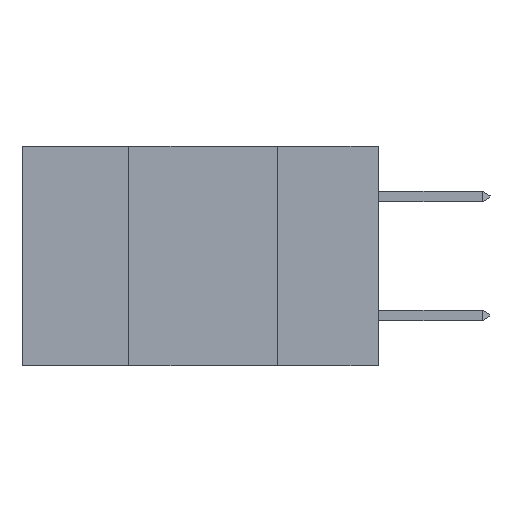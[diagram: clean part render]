
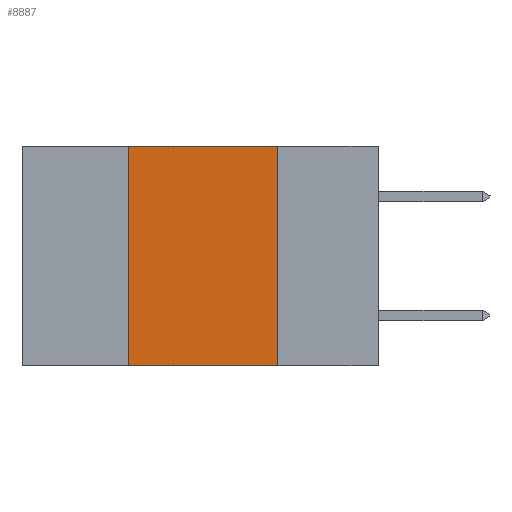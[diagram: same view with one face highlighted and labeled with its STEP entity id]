
A CAD part, left-side view. The second image highlights one B-rep face of the part: STEP entity #8887.
In plain terms, the highlighted planar face has unit normal (-1, 0, 0).
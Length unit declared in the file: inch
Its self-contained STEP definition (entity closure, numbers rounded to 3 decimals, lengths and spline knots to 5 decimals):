
#341 = VECTOR ( 'NONE', #3229, 39.37008 ) ;
#423 = LINE ( 'NONE', #16140, #6689 ) ;
#1034 = DIRECTION ( 'NONE',  ( 1., 0., 0. ) ) ;
#1132 = DIRECTION ( 'NONE',  ( 0., 0., -1. ) ) ;
#1481 = VERTEX_POINT ( 'NONE', #2984 ) ;
#1543 = ORIENTED_EDGE ( 'NONE', *, *, #1999, .F. ) ;
#1999 = EDGE_CURVE ( 'NONE', #1481, #5768, #9085, .T. ) ;
#2592 = VERTEX_POINT ( 'NONE', #10464 ) ;
#2984 = CARTESIAN_POINT ( 'NONE',  ( 0., 0.42, -0.37 ) ) ;
#3229 = DIRECTION ( 'NONE',  ( 0., 0., 1. ) ) ;
#3670 = CARTESIAN_POINT ( 'NONE',  ( 0., 0.6, 0. ) ) ;
#4225 = VECTOR ( 'NONE', #5933, 39.37008 ) ;
#5768 = VERTEX_POINT ( 'NONE', #7285 ) ;
#5933 = DIRECTION ( 'NONE',  ( 0., 0., -1. ) ) ;
#6056 = EDGE_CURVE ( 'NONE', #6202, #2592, #8771, .T. ) ;
#6202 = VERTEX_POINT ( 'NONE', #7818 ) ;
#6689 = VECTOR ( 'NONE', #14845, 39.37008 ) ;
#6991 = CARTESIAN_POINT ( 'NONE',  ( 0., 0.17, -0.37 ) ) ;
#7285 = CARTESIAN_POINT ( 'NONE',  ( 0., 0.42, 0. ) ) ;
#7766 = CARTESIAN_POINT ( 'NONE',  ( 0., 0.42, -0.37 ) ) ;
#7818 = CARTESIAN_POINT ( 'NONE',  ( 0., 0.17, 0. ) ) ;
#8771 = LINE ( 'NONE', #6991, #4225 ) ;
#8887 = ADVANCED_FACE ( 'NONE', ( #11049 ), #16751, .F. ) ;
#9085 = LINE ( 'NONE', #7766, #341 ) ;
#9428 = LINE ( 'NONE', #3670, #15740 ) ;
#9900 = ORIENTED_EDGE ( 'NONE', *, *, #11388, .T. ) ;
#10464 = CARTESIAN_POINT ( 'NONE',  ( 0., 0.17, -0.37 ) ) ;
#11049 = FACE_OUTER_BOUND ( 'NONE', #17172, .T. ) ;
#11388 = EDGE_CURVE ( 'NONE', #1481, #2592, #423, .T. ) ;
#12599 = ORIENTED_EDGE ( 'NONE', *, *, #6056, .F. ) ;
#13155 = EDGE_CURVE ( 'NONE', #5768, #6202, #9428, .T. ) ;
#13229 = AXIS2_PLACEMENT_3D ( 'NONE', #13957, #1034, #1132 ) ;
#13957 = CARTESIAN_POINT ( 'NONE',  ( 0., 0.6, 0. ) ) ;
#14845 = DIRECTION ( 'NONE',  ( 0., -1., 0. ) ) ;
#15154 = DIRECTION ( 'NONE',  ( 0., -1., 0. ) ) ;
#15740 = VECTOR ( 'NONE', #15154, 39.37008 ) ;
#16140 = CARTESIAN_POINT ( 'NONE',  ( 0., 0.6, -0.37 ) ) ;
#16751 = PLANE ( 'NONE',  #13229 ) ;
#17172 = EDGE_LOOP ( 'NONE', ( #12599, #18243, #1543, #9900 ) ) ;
#18243 = ORIENTED_EDGE ( 'NONE', *, *, #13155, .F. ) ;
